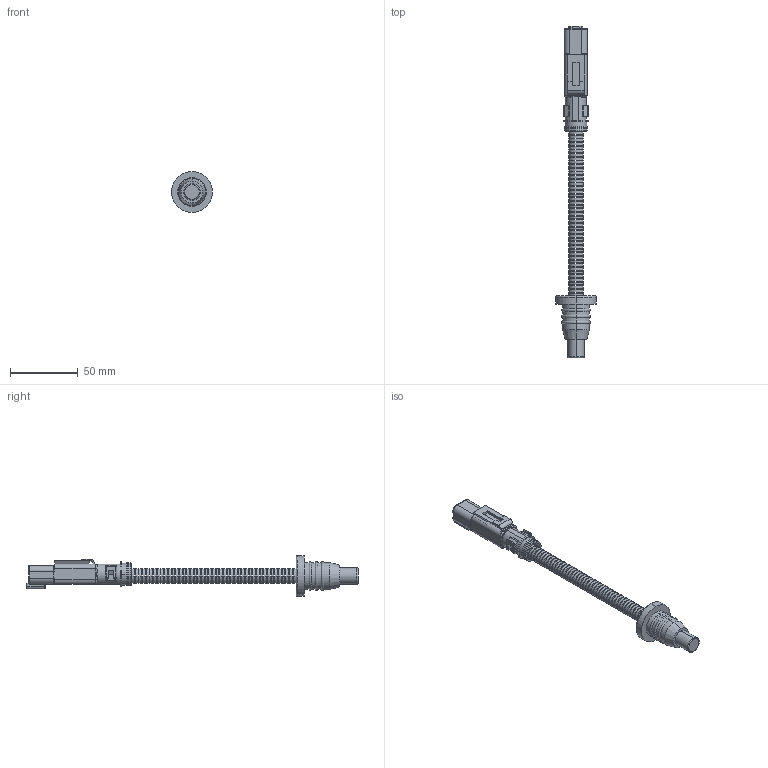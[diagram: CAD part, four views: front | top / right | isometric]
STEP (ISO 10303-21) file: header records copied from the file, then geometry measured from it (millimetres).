
FILE_DESCRIPTION (( 'STEP AP214' ), '1' );
FILE_NAME ('577.STEP', '2020-02-13T10:28:41', ( '' ), ( '' ), 'SwSTEP 2.0', 'SolidWorks 2019', '' );
FILE_SCHEMA (( 'AUTOMOTIVE_DESIGN' ));
Length unit declared in the file: millimetre
Products named in the file (1): 577
Bounding box: 30 x 244.18 x 30 mm (x, y, z)
Surface area: 18155 mm2 (no closed solid volume)
Topology: 0 solids, 64 shells, 456 faces, 1354 edges, 993 vertices
Faces by surface type: plane 205, cylinder 187, bspline 29, torus 26, sphere 7, cone 2
Entity records: 22139 total; most frequent: CARTESIAN_POINT 4762, DIRECTION 2695, ORIENTED_EDGE 2230, EDGE_CURVE 1347, AXIS2_PLACEMENT_3D 1048, VERTEX_POINT 993, CIRCLE 620, LINE 599
